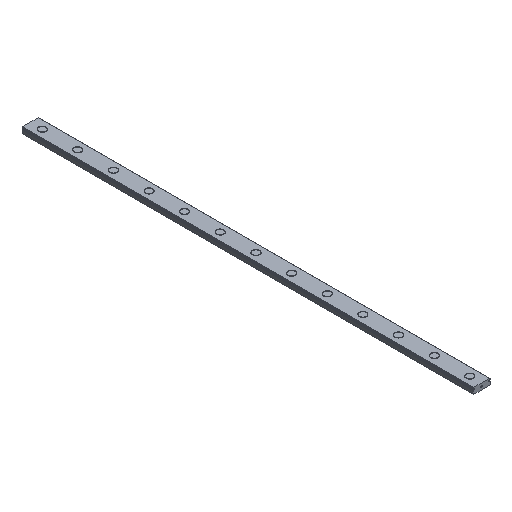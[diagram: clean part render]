
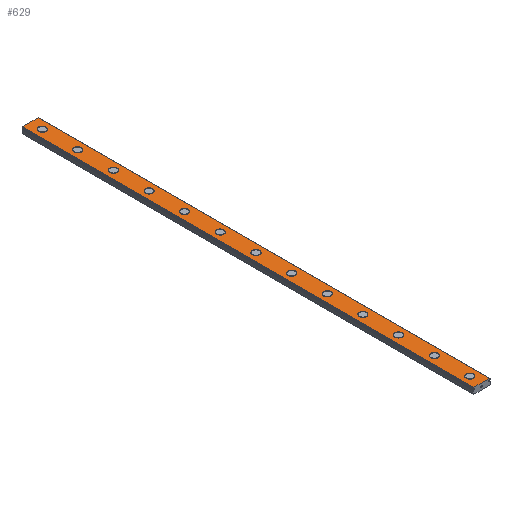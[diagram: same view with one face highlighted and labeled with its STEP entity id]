
A CAD part, isometric view. The second image highlights one B-rep face of the part: STEP entity #629.
In plain terms, the highlighted planar face has unit normal (0, 0, 1).
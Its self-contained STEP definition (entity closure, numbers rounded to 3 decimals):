
#629=ADVANCED_FACE('',(#1284,#1285,#1286,#1287,#1288,#1289,#1290,#1291,#1292,#1293,#1294,#1295,#1296,#1297),#1298,.T.);
#1284=FACE_BOUND('',#1971,.T.);
#1285=FACE_BOUND('',#1972,.T.);
#1286=FACE_BOUND('',#1973,.T.);
#1287=FACE_BOUND('',#1974,.T.);
#1288=FACE_BOUND('',#1975,.T.);
#1289=FACE_BOUND('',#1976,.T.);
#1290=FACE_BOUND('',#1977,.T.);
#1291=FACE_BOUND('',#1978,.T.);
#1292=FACE_BOUND('',#1979,.T.);
#1293=FACE_BOUND('',#1980,.T.);
#1294=FACE_BOUND('',#1981,.T.);
#1295=FACE_BOUND('',#1982,.T.);
#1296=FACE_BOUND('',#1983,.T.);
#1297=FACE_OUTER_BOUND('',#1984,.T.);
#1298=PLANE('',#1985);
#1971=EDGE_LOOP('',(#3717,#3718));
#1972=EDGE_LOOP('',(#3719,#3720));
#1973=EDGE_LOOP('',(#3721,#3722));
#1974=EDGE_LOOP('',(#3723,#3724));
#1975=EDGE_LOOP('',(#3725,#3726));
#1976=EDGE_LOOP('',(#3727,#3728));
#1977=EDGE_LOOP('',(#3729,#3730));
#1978=EDGE_LOOP('',(#3731,#3732));
#1979=EDGE_LOOP('',(#3733,#3734));
#1980=EDGE_LOOP('',(#3735,#3736));
#1981=EDGE_LOOP('',(#3737,#3738));
#1982=EDGE_LOOP('',(#3739,#3740));
#1983=EDGE_LOOP('',(#3741,#3742));
#1984=EDGE_LOOP('',(#3743,#3744,#3745,#3746));
#1985=AXIS2_PLACEMENT_3D('',#3747,#3748,#3749);
#3717=ORIENTED_EDGE('',*,*,#4034,.T.);
#3718=ORIENTED_EDGE('',*,*,#4479,.T.);
#3719=ORIENTED_EDGE('',*,*,#4024,.T.);
#3720=ORIENTED_EDGE('',*,*,#4485,.T.);
#3721=ORIENTED_EDGE('',*,*,#4014,.T.);
#3722=ORIENTED_EDGE('',*,*,#4491,.T.);
#3723=ORIENTED_EDGE('',*,*,#4004,.T.);
#3724=ORIENTED_EDGE('',*,*,#4497,.T.);
#3725=ORIENTED_EDGE('',*,*,#3994,.T.);
#3726=ORIENTED_EDGE('',*,*,#4503,.T.);
#3727=ORIENTED_EDGE('',*,*,#3984,.T.);
#3728=ORIENTED_EDGE('',*,*,#4509,.T.);
#3729=ORIENTED_EDGE('',*,*,#3974,.T.);
#3730=ORIENTED_EDGE('',*,*,#4515,.T.);
#3731=ORIENTED_EDGE('',*,*,#3964,.T.);
#3732=ORIENTED_EDGE('',*,*,#4521,.T.);
#3733=ORIENTED_EDGE('',*,*,#3954,.T.);
#3734=ORIENTED_EDGE('',*,*,#4527,.T.);
#3735=ORIENTED_EDGE('',*,*,#3944,.T.);
#3736=ORIENTED_EDGE('',*,*,#4533,.T.);
#3737=ORIENTED_EDGE('',*,*,#3934,.T.);
#3738=ORIENTED_EDGE('',*,*,#4539,.T.);
#3739=ORIENTED_EDGE('',*,*,#3924,.T.);
#3740=ORIENTED_EDGE('',*,*,#4545,.T.);
#3741=ORIENTED_EDGE('',*,*,#3914,.T.);
#3742=ORIENTED_EDGE('',*,*,#4551,.T.);
#3743=ORIENTED_EDGE('',*,*,#4466,.T.);
#3744=ORIENTED_EDGE('',*,*,#4581,.F.);
#3745=ORIENTED_EDGE('',*,*,#4348,.F.);
#3746=ORIENTED_EDGE('',*,*,#4579,.T.);
#3747=CARTESIAN_POINT('',(0.0,380.0,5.2));
#3748=DIRECTION('',(0.0,0.0,1.0));
#3749=DIRECTION('',(-1.0,0.0,-0.0));
#3914=EDGE_CURVE('',#4642,#4639,#4643,.T.);
#3924=EDGE_CURVE('',#4660,#4657,#4661,.T.);
#3934=EDGE_CURVE('',#4678,#4675,#4679,.T.);
#3944=EDGE_CURVE('',#4696,#4693,#4697,.T.);
#3954=EDGE_CURVE('',#4714,#4711,#4715,.T.);
#3964=EDGE_CURVE('',#4732,#4729,#4733,.T.);
#3974=EDGE_CURVE('',#4750,#4747,#4751,.T.);
#3984=EDGE_CURVE('',#4768,#4765,#4769,.T.);
#3994=EDGE_CURVE('',#4786,#4783,#4787,.T.);
#4004=EDGE_CURVE('',#4804,#4801,#4805,.T.);
#4014=EDGE_CURVE('',#4822,#4819,#4823,.T.);
#4024=EDGE_CURVE('',#4840,#4837,#4841,.T.);
#4034=EDGE_CURVE('',#4858,#4855,#4859,.T.);
#4348=EDGE_CURVE('',#5313,#5315,#5316,.T.);
#4466=EDGE_CURVE('',#5504,#5502,#5505,.T.);
#4479=EDGE_CURVE('',#4855,#4858,#5527,.T.);
#4485=EDGE_CURVE('',#4837,#4840,#5533,.T.);
#4491=EDGE_CURVE('',#4819,#4822,#5539,.T.);
#4497=EDGE_CURVE('',#4801,#4804,#5545,.T.);
#4503=EDGE_CURVE('',#4783,#4786,#5551,.T.);
#4509=EDGE_CURVE('',#4765,#4768,#5557,.T.);
#4515=EDGE_CURVE('',#4747,#4750,#5563,.T.);
#4521=EDGE_CURVE('',#4729,#4732,#5569,.T.);
#4527=EDGE_CURVE('',#4711,#4714,#5575,.T.);
#4533=EDGE_CURVE('',#4693,#4696,#5581,.T.);
#4539=EDGE_CURVE('',#4675,#4678,#5587,.T.);
#4545=EDGE_CURVE('',#4657,#4660,#5593,.T.);
#4551=EDGE_CURVE('',#4639,#4642,#5599,.T.);
#4579=EDGE_CURVE('',#5313,#5504,#5627,.T.);
#4581=EDGE_CURVE('',#5315,#5502,#5629,.T.);
#4639=VERTEX_POINT('',#5693);
#4642=VERTEX_POINT('',#5697);
#4643=CIRCLE('',#5698,3.0);
#4657=VERTEX_POINT('',#5715);
#4660=VERTEX_POINT('',#5719);
#4661=CIRCLE('',#5720,3.0);
#4675=VERTEX_POINT('',#5737);
#4678=VERTEX_POINT('',#5741);
#4679=CIRCLE('',#5742,3.0);
#4693=VERTEX_POINT('',#5759);
#4696=VERTEX_POINT('',#5763);
#4697=CIRCLE('',#5764,3.0);
#4711=VERTEX_POINT('',#5781);
#4714=VERTEX_POINT('',#5785);
#4715=CIRCLE('',#5786,3.0);
#4729=VERTEX_POINT('',#5803);
#4732=VERTEX_POINT('',#5807);
#4733=CIRCLE('',#5808,3.0);
#4747=VERTEX_POINT('',#5825);
#4750=VERTEX_POINT('',#5829);
#4751=CIRCLE('',#5830,3.0);
#4765=VERTEX_POINT('',#5847);
#4768=VERTEX_POINT('',#5851);
#4769=CIRCLE('',#5852,3.0);
#4783=VERTEX_POINT('',#5869);
#4786=VERTEX_POINT('',#5873);
#4787=CIRCLE('',#5874,3.0);
#4801=VERTEX_POINT('',#5891);
#4804=VERTEX_POINT('',#5895);
#4805=CIRCLE('',#5896,3.0);
#4819=VERTEX_POINT('',#5913);
#4822=VERTEX_POINT('',#5917);
#4823=CIRCLE('',#5918,3.0);
#4837=VERTEX_POINT('',#5935);
#4840=VERTEX_POINT('',#5939);
#4841=CIRCLE('',#5940,3.0);
#4855=VERTEX_POINT('',#5957);
#4858=VERTEX_POINT('',#5961);
#4859=CIRCLE('',#5962,3.0);
#5313=VERTEX_POINT('',#6562);
#5315=VERTEX_POINT('',#6565);
#5316=LINE('',#6566,#6567);
#5502=VERTEX_POINT('',#6831);
#5504=VERTEX_POINT('',#6834);
#5505=LINE('',#6835,#6836);
#5527=CIRCLE('',#6862,3.0);
#5533=CIRCLE('',#6868,3.0);
#5539=CIRCLE('',#6874,3.0);
#5545=CIRCLE('',#6880,3.0);
#5551=CIRCLE('',#6886,3.0);
#5557=CIRCLE('',#6892,3.0);
#5563=CIRCLE('',#6898,3.0);
#5569=CIRCLE('',#6904,3.0);
#5575=CIRCLE('',#6910,3.0);
#5581=CIRCLE('',#6916,3.0);
#5587=CIRCLE('',#6922,3.0);
#5593=CIRCLE('',#6928,3.0);
#5599=CIRCLE('',#6934,3.0);
#5627=LINE('',#6973,#6974);
#5629=LINE('',#6976,#6977);
#5693=CARTESIAN_POINT('',(3.0,10.0,5.2));
#5697=CARTESIAN_POINT('',(-3.0,10.0,5.2));
#5698=AXIS2_PLACEMENT_3D('',#7045,#7046,#7047);
#5715=CARTESIAN_POINT('',(3.0,40.0,5.2));
#5719=CARTESIAN_POINT('',(-3.0,40.0,5.2));
#5720=AXIS2_PLACEMENT_3D('',#7061,#7062,#7063);
#5737=CARTESIAN_POINT('',(3.0,70.0,5.2));
#5741=CARTESIAN_POINT('',(-3.0,70.0,5.2));
#5742=AXIS2_PLACEMENT_3D('',#7077,#7078,#7079);
#5759=CARTESIAN_POINT('',(3.0,100.0,5.2));
#5763=CARTESIAN_POINT('',(-3.0,100.0,5.2));
#5764=AXIS2_PLACEMENT_3D('',#7093,#7094,#7095);
#5781=CARTESIAN_POINT('',(3.0,130.0,5.2));
#5785=CARTESIAN_POINT('',(-3.0,130.0,5.2));
#5786=AXIS2_PLACEMENT_3D('',#7109,#7110,#7111);
#5803=CARTESIAN_POINT('',(3.0,160.0,5.2));
#5807=CARTESIAN_POINT('',(-3.0,160.0,5.2));
#5808=AXIS2_PLACEMENT_3D('',#7125,#7126,#7127);
#5825=CARTESIAN_POINT('',(3.0,190.0,5.2));
#5829=CARTESIAN_POINT('',(-3.0,190.0,5.2));
#5830=AXIS2_PLACEMENT_3D('',#7141,#7142,#7143);
#5847=CARTESIAN_POINT('',(3.0,220.0,5.2));
#5851=CARTESIAN_POINT('',(-3.0,220.0,5.2));
#5852=AXIS2_PLACEMENT_3D('',#7157,#7158,#7159);
#5869=CARTESIAN_POINT('',(3.0,250.0,5.2));
#5873=CARTESIAN_POINT('',(-3.0,250.0,5.2));
#5874=AXIS2_PLACEMENT_3D('',#7173,#7174,#7175);
#5891=CARTESIAN_POINT('',(3.0,280.0,5.2));
#5895=CARTESIAN_POINT('',(-3.0,280.0,5.2));
#5896=AXIS2_PLACEMENT_3D('',#7189,#7190,#7191);
#5913=CARTESIAN_POINT('',(3.0,310.0,5.2));
#5917=CARTESIAN_POINT('',(-3.0,310.0,5.2));
#5918=AXIS2_PLACEMENT_3D('',#7205,#7206,#7207);
#5935=CARTESIAN_POINT('',(3.0,340.0,5.2));
#5939=CARTESIAN_POINT('',(-3.0,340.0,5.2));
#5940=AXIS2_PLACEMENT_3D('',#7221,#7222,#7223);
#5957=CARTESIAN_POINT('',(3.0,370.0,5.2));
#5961=CARTESIAN_POINT('',(-3.0,370.0,5.2));
#5962=AXIS2_PLACEMENT_3D('',#7237,#7238,#7239);
#6562=CARTESIAN_POINT('',(-6.7,380.0,5.2));
#6565=CARTESIAN_POINT('',(6.7,380.0,5.2));
#6566=CARTESIAN_POINT('',(-6.7,380.0,5.2));
#6567=VECTOR('',#7606,1.0);
#6831=CARTESIAN_POINT('',(6.7,0.0,5.2));
#6834=CARTESIAN_POINT('',(-6.7,0.0,5.2));
#6835=CARTESIAN_POINT('',(-6.7,0.0,5.2));
#6836=VECTOR('',#7728,1.0);
#6862=AXIS2_PLACEMENT_3D('',#7754,#7755,#7756);
#6868=AXIS2_PLACEMENT_3D('',#7763,#7764,#7765);
#6874=AXIS2_PLACEMENT_3D('',#7772,#7773,#7774);
#6880=AXIS2_PLACEMENT_3D('',#7781,#7782,#7783);
#6886=AXIS2_PLACEMENT_3D('',#7790,#7791,#7792);
#6892=AXIS2_PLACEMENT_3D('',#7799,#7800,#7801);
#6898=AXIS2_PLACEMENT_3D('',#7808,#7809,#7810);
#6904=AXIS2_PLACEMENT_3D('',#7817,#7818,#7819);
#6910=AXIS2_PLACEMENT_3D('',#7826,#7827,#7828);
#6916=AXIS2_PLACEMENT_3D('',#7835,#7836,#7837);
#6922=AXIS2_PLACEMENT_3D('',#7844,#7845,#7846);
#6928=AXIS2_PLACEMENT_3D('',#7853,#7854,#7855);
#6934=AXIS2_PLACEMENT_3D('',#7862,#7863,#7864);
#6973=CARTESIAN_POINT('',(-6.7,380.0,5.2));
#6974=VECTOR('',#7882,1.0);
#6976=CARTESIAN_POINT('',(6.7,380.0,5.2));
#6977=VECTOR('',#7883,1.0);
#7045=CARTESIAN_POINT('',(0.0,10.0,5.2));
#7046=DIRECTION('',(0.0,0.0,-1.0));
#7047=DIRECTION('',(1.0,0.0,0.0));
#7061=CARTESIAN_POINT('',(0.0,40.0,5.2));
#7062=DIRECTION('',(0.0,0.0,-1.0));
#7063=DIRECTION('',(1.0,0.0,0.0));
#7077=CARTESIAN_POINT('',(0.0,70.0,5.2));
#7078=DIRECTION('',(0.0,0.0,-1.0));
#7079=DIRECTION('',(1.0,0.0,0.0));
#7093=CARTESIAN_POINT('',(0.0,100.0,5.2));
#7094=DIRECTION('',(0.0,0.0,-1.0));
#7095=DIRECTION('',(1.0,0.0,0.0));
#7109=CARTESIAN_POINT('',(0.0,130.0,5.2));
#7110=DIRECTION('',(0.0,0.0,-1.0));
#7111=DIRECTION('',(1.0,0.0,0.0));
#7125=CARTESIAN_POINT('',(0.0,160.0,5.2));
#7126=DIRECTION('',(0.0,0.0,-1.0));
#7127=DIRECTION('',(1.0,0.0,0.0));
#7141=CARTESIAN_POINT('',(0.0,190.0,5.2));
#7142=DIRECTION('',(0.0,0.0,-1.0));
#7143=DIRECTION('',(1.0,0.0,0.0));
#7157=CARTESIAN_POINT('',(0.0,220.0,5.2));
#7158=DIRECTION('',(0.0,0.0,-1.0));
#7159=DIRECTION('',(1.0,0.0,0.0));
#7173=CARTESIAN_POINT('',(0.0,250.0,5.2));
#7174=DIRECTION('',(0.0,0.0,-1.0));
#7175=DIRECTION('',(1.0,0.0,0.0));
#7189=CARTESIAN_POINT('',(0.0,280.0,5.2));
#7190=DIRECTION('',(0.0,0.0,-1.0));
#7191=DIRECTION('',(1.0,0.0,0.0));
#7205=CARTESIAN_POINT('',(0.0,310.0,5.2));
#7206=DIRECTION('',(0.0,0.0,-1.0));
#7207=DIRECTION('',(1.0,0.0,0.0));
#7221=CARTESIAN_POINT('',(0.0,340.0,5.2));
#7222=DIRECTION('',(0.0,0.0,-1.0));
#7223=DIRECTION('',(1.0,0.0,0.0));
#7237=CARTESIAN_POINT('',(0.0,370.0,5.2));
#7238=DIRECTION('',(0.0,0.0,-1.0));
#7239=DIRECTION('',(1.0,0.0,0.0));
#7606=DIRECTION('',(1.0,0.0,0.0));
#7728=DIRECTION('',(1.0,0.0,0.0));
#7754=CARTESIAN_POINT('',(0.0,370.0,5.2));
#7755=DIRECTION('',(0.0,0.0,-1.0));
#7756=DIRECTION('',(1.0,0.0,0.0));
#7763=CARTESIAN_POINT('',(0.0,340.0,5.2));
#7764=DIRECTION('',(0.0,0.0,-1.0));
#7765=DIRECTION('',(1.0,0.0,0.0));
#7772=CARTESIAN_POINT('',(0.0,310.0,5.2));
#7773=DIRECTION('',(0.0,0.0,-1.0));
#7774=DIRECTION('',(1.0,0.0,0.0));
#7781=CARTESIAN_POINT('',(0.0,280.0,5.2));
#7782=DIRECTION('',(0.0,0.0,-1.0));
#7783=DIRECTION('',(1.0,0.0,0.0));
#7790=CARTESIAN_POINT('',(0.0,250.0,5.2));
#7791=DIRECTION('',(0.0,0.0,-1.0));
#7792=DIRECTION('',(1.0,0.0,0.0));
#7799=CARTESIAN_POINT('',(0.0,220.0,5.2));
#7800=DIRECTION('',(0.0,0.0,-1.0));
#7801=DIRECTION('',(1.0,0.0,0.0));
#7808=CARTESIAN_POINT('',(0.0,190.0,5.2));
#7809=DIRECTION('',(0.0,0.0,-1.0));
#7810=DIRECTION('',(1.0,0.0,0.0));
#7817=CARTESIAN_POINT('',(0.0,160.0,5.2));
#7818=DIRECTION('',(0.0,0.0,-1.0));
#7819=DIRECTION('',(1.0,0.0,0.0));
#7826=CARTESIAN_POINT('',(0.0,130.0,5.2));
#7827=DIRECTION('',(0.0,0.0,-1.0));
#7828=DIRECTION('',(1.0,0.0,0.0));
#7835=CARTESIAN_POINT('',(0.0,100.0,5.2));
#7836=DIRECTION('',(0.0,0.0,-1.0));
#7837=DIRECTION('',(1.0,0.0,0.0));
#7844=CARTESIAN_POINT('',(0.0,70.0,5.2));
#7845=DIRECTION('',(0.0,0.0,-1.0));
#7846=DIRECTION('',(1.0,0.0,0.0));
#7853=CARTESIAN_POINT('',(0.0,40.0,5.2));
#7854=DIRECTION('',(0.0,0.0,-1.0));
#7855=DIRECTION('',(1.0,0.0,0.0));
#7862=CARTESIAN_POINT('',(0.0,10.0,5.2));
#7863=DIRECTION('',(0.0,0.0,-1.0));
#7864=DIRECTION('',(1.0,0.0,0.0));
#7882=DIRECTION('',(0.0,-1.0,0.0));
#7883=DIRECTION('',(0.0,-1.0,0.0));
